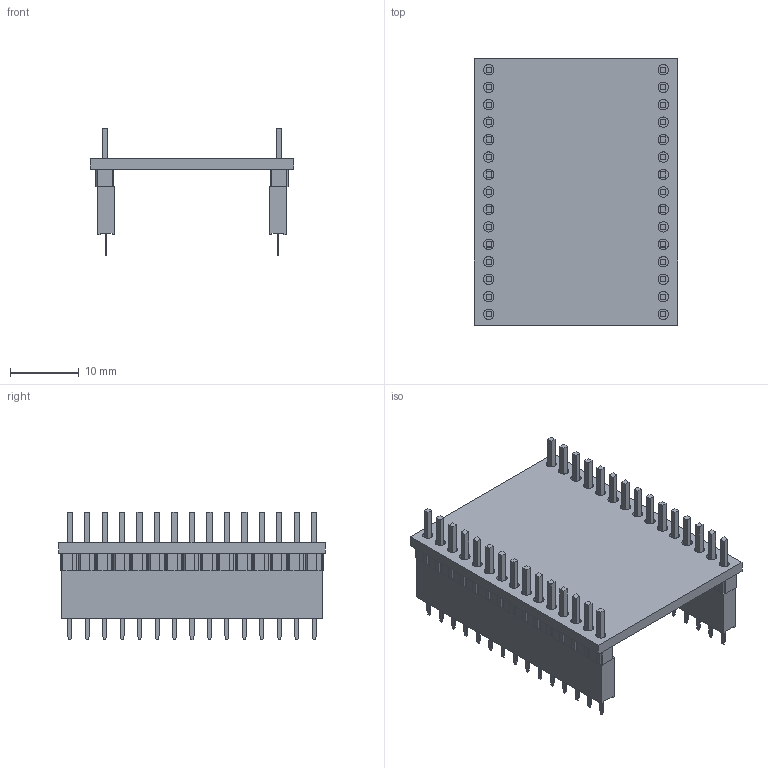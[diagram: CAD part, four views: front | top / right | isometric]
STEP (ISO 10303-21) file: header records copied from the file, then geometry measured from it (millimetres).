
FILE_DESCRIPTION(/* description */ (''),/* implementation_level */ '2;1');
FILE_NAME(/* name */ 'RI-STU-MRD2.step',/* time_stamp */ '2020-12-09T21:25:14+08:00',/* author */ (''),/* organization */ (''),/* preprocessor_version */ 'ST-DEVELOPER v18.1',/* originating_system */ 'Autodesk Translation Framework v9.7.1.1290',/* authorisation */ '');
FILE_SCHEMA (('AUTOMOTIVE_DESIGN { 1 0 10303 214 3 1 1 }'));
Length unit declared in the file: millimetre
Products named in the file (11): Untitled; pinHeader_01x25_2.54mm; 866391976; Extruded (38); 866392112; Extruded (39); 866392384; Extruded (41); 866392248; Extruded (40); PinSocket_1x15_P2.54mm_Vertical
Assembly tree (54 placements, depth 4):
  Untitled
    pinHeader_01x25_2.54mm  x2
      866391976
        Extruded (38)
      866392112
        Extruded (39)
      866392248
        Extruded (40)
      866392384
        Extruded (41)
    PinSocket_1x15_P2.54mm_Vertical  x2
Bounding box: 29.6 x 38.7 x 18.6 mm (x, y, z)
Volume: 3701.1 mm3; surface area: 7687.3 mm2
Topology: 95 solids, 95 shells, 1808 faces, 4464 edges, 2936 vertices
Faces by surface type: plane 1778, cylinder 30
Full cylindrical faces by diameter (mm): 1.5 x30
Entity records: 17426 total; most frequent: CARTESIAN_POINT 2924, ORIENTED_EDGE 2802, DIRECTION 2679, EDGE_CURVE 1401, LINE 1341, VECTOR 1341, VERTEX_POINT 914, AXIS2_PLACEMENT_3D 669
